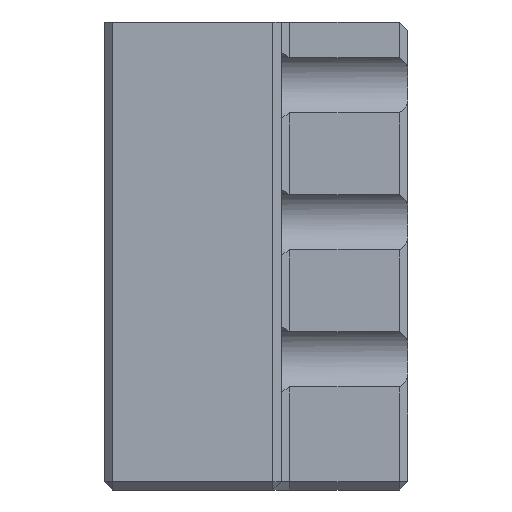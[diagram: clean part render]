
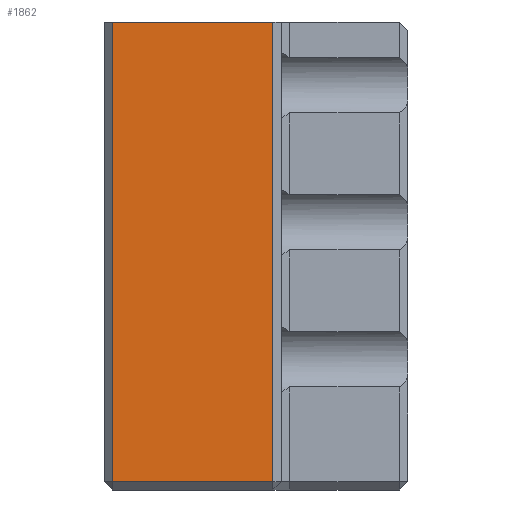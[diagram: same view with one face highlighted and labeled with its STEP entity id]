
A CAD part, left-side view. The second image highlights one B-rep face of the part: STEP entity #1862.
In plain terms, the highlighted planar face has unit normal (-1, 0, 0).
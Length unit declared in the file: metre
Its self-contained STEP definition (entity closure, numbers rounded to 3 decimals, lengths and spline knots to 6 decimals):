
#280=ORIENTED_EDGE('',*,*,#773,.T.);
#281=ORIENTED_EDGE('',*,*,#774,.T.);
#282=ORIENTED_EDGE('',*,*,#775,.F.);
#283=ORIENTED_EDGE('',*,*,#776,.T.);
#773=EDGE_CURVE('',#1010,#1011,#1152,.T.);
#774=EDGE_CURVE('',#1011,#1012,#1153,.T.);
#775=EDGE_CURVE('',#1013,#1012,#1154,.T.);
#776=EDGE_CURVE('',#1013,#1010,#1155,.T.);
#1010=VERTEX_POINT('',#2993);
#1011=VERTEX_POINT('',#2994);
#1012=VERTEX_POINT('',#2996);
#1013=VERTEX_POINT('',#2998);
#1152=LINE('',#2992,#1330);
#1153=LINE('',#2995,#1331);
#1154=LINE('',#2997,#1332);
#1155=LINE('',#2999,#1333);
#1330=VECTOR('',#2377,1.);
#1331=VECTOR('',#2378,1.);
#1332=VECTOR('',#2379,1.);
#1333=VECTOR('',#2380,1.);
#1467=EDGE_LOOP('',(#280,#281,#282,#283));
#1633=FACE_BOUND('',#1467,.T.);
#1776=PLANE('',#2027);
#1862=ADVANCED_FACE('',(#1633),#1776,.F.);
#2027=AXIS2_PLACEMENT_3D('',#2991,#2375,#2376);
#2375=DIRECTION('',(1.,0.,0.));
#2376=DIRECTION('',(0.,0.,-1.));
#2377=DIRECTION('',(0.,-1.,0.));
#2378=DIRECTION('',(0.,0.,1.));
#2379=DIRECTION('',(0.,-1.,0.));
#2380=DIRECTION('',(0.,0.,-1.));
#2991=CARTESIAN_POINT('',(-0.038,0.,0.03175));
#2992=CARTESIAN_POINT('',(-0.038,0.,-0.03075));
#2993=CARTESIAN_POINT('',(-0.038,0.0095,-0.03075));
#2994=CARTESIAN_POINT('',(-0.038,-0.0095,-0.03075));
#2995=CARTESIAN_POINT('',(-0.038,-0.0095,0.03175));
#2996=CARTESIAN_POINT('',(-0.038,-0.0095,0.02375));
#2997=CARTESIAN_POINT('',(-0.038,0.,0.02375));
#2998=CARTESIAN_POINT('',(-0.038,0.0095,0.02375));
#2999=CARTESIAN_POINT('',(-0.038,0.0095,-0.03175));
